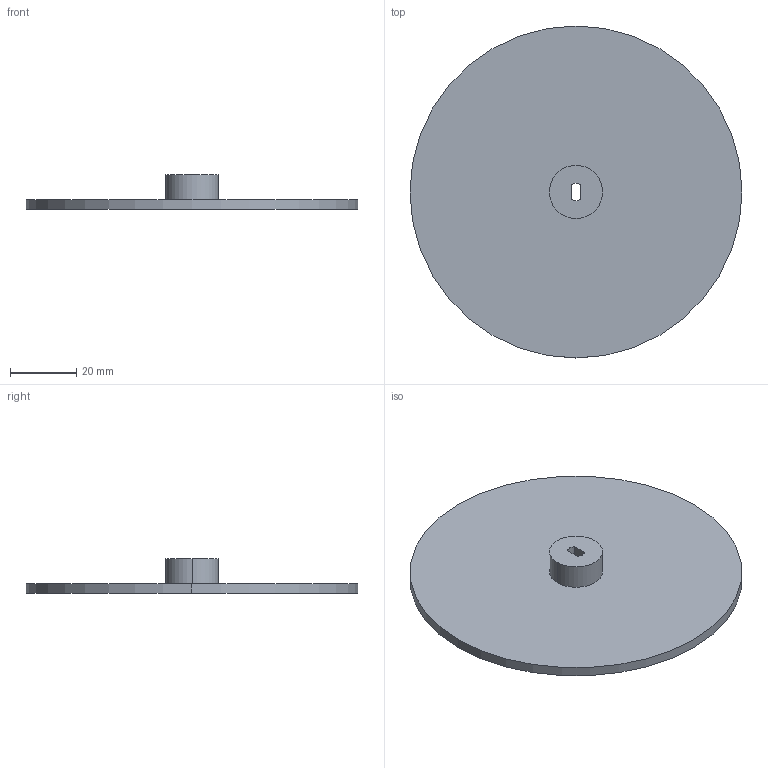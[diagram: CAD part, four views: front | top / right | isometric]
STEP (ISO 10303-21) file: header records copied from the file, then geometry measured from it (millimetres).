
FILE_DESCRIPTION (( 'STEP AP214' ), '1' );
FILE_NAME ('rotating_disc.STEP', '2025-08-05T15:31:19', ( '' ), ( '' ), 'SwSTEP 2.0', 'SolidWorks 2025', '' );
FILE_SCHEMA (( 'AUTOMOTIVE_DESIGN' ));
Length unit declared in the file: inch
Products named in the file (1): rotating_disc
Bounding box: 100 x 100 x 10.54 mm (x, y, z)
Volume: 24751.1 mm3; surface area: 17267.4 mm2
Topology: 1 solids, 1 shells, 56 faces, 114 edges, 76 vertices
Faces by surface type: torus 30, plane 20, cylinder 6
Entity records: 1571 total; most frequent: DIRECTION 330, CARTESIAN_POINT 247, ORIENTED_EDGE 228, AXIS2_PLACEMENT_3D 159, EDGE_CURVE 114, CIRCLE 102, VERTEX_POINT 76, EDGE_LOOP 74
